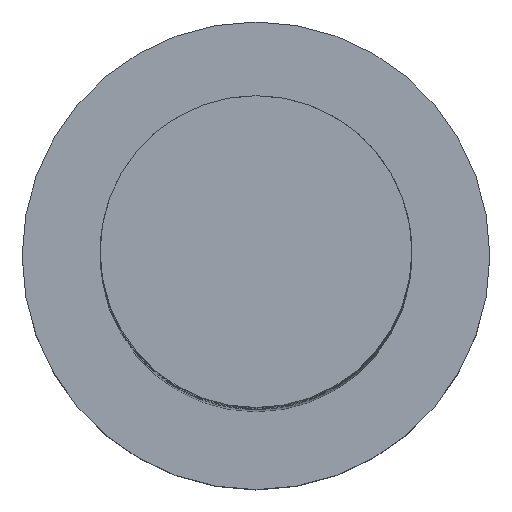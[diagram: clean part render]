
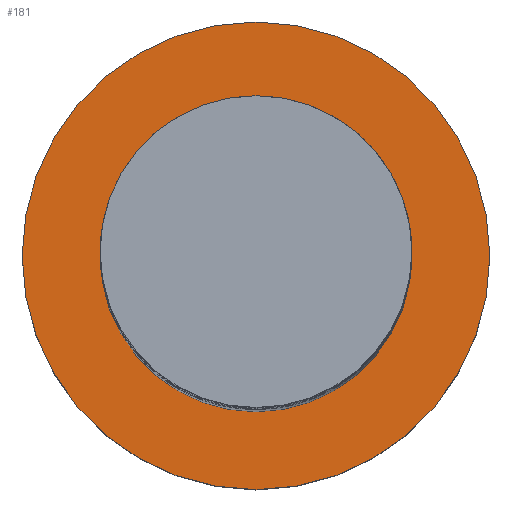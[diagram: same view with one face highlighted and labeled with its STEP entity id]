
A CAD part, top view. The second image highlights one B-rep face of the part: STEP entity #181.
In plain terms, the highlighted planar face has unit normal (0, 0, 1).
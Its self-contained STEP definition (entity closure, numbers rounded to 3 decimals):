
#97 = CARTESIAN_POINT ( 'NONE',  ( -6., 0., 7. ) ) ;
#106 = DIRECTION ( 'NONE',  ( 1., 0., 0. ) ) ;
#181 = ADVANCED_FACE ( 'NONE', ( #280, #1076 ), #731, .T. ) ;
#215 = ORIENTED_EDGE ( 'NONE', *, *, #752, .F. ) ;
#232 = CARTESIAN_POINT ( 'NONE',  ( 6., 0., 7. ) ) ;
#234 = DIRECTION ( 'NONE',  ( 0., 0., 1. ) ) ;
#261 = AXIS2_PLACEMENT_3D ( 'NONE', #937, #234, #1395 ) ;
#280 = FACE_BOUND ( 'NONE', #1426, .T. ) ;
#306 = VERTEX_POINT ( 'NONE', #610 ) ;
#311 = CIRCLE ( 'NONE', #261, 9. ) ;
#325 = CARTESIAN_POINT ( 'NONE',  ( 0., 0., 7. ) ) ;
#389 = DIRECTION ( 'NONE',  ( 0., 0., 1. ) ) ;
#402 = AXIS2_PLACEMENT_3D ( 'NONE', #935, #1399, #475 ) ;
#408 = VERTEX_POINT ( 'NONE', #1440 ) ;
#466 = ORIENTED_EDGE ( 'NONE', *, *, #967, .F. ) ;
#475 = DIRECTION ( 'NONE',  ( 1., 0., 0. ) ) ;
#493 = DIRECTION ( 'NONE',  ( 0., 0., 1. ) ) ;
#526 = ORIENTED_EDGE ( 'NONE', *, *, #1311, .T. ) ;
#564 = CIRCLE ( 'NONE', #1417, 6. ) ;
#599 = VERTEX_POINT ( 'NONE', #232 ) ;
#610 = CARTESIAN_POINT ( 'NONE',  ( 9., 0., 7. ) ) ;
#682 = AXIS2_PLACEMENT_3D ( 'NONE', #1403, #389, #723 ) ;
#723 = DIRECTION ( 'NONE',  ( 1., 0., 0. ) ) ;
#731 = PLANE ( 'NONE',  #682 ) ;
#749 = EDGE_LOOP ( 'NONE', ( #798, #526 ) ) ;
#752 = EDGE_CURVE ( 'NONE', #873, #599, #1017, .T. ) ;
#798 = ORIENTED_EDGE ( 'NONE', *, *, #1108, .T. ) ;
#873 = VERTEX_POINT ( 'NONE', #97 ) ;
#874 = CARTESIAN_POINT ( 'NONE',  ( 0., 0., 7. ) ) ;
#935 = CARTESIAN_POINT ( 'NONE',  ( 0., 0., 7. ) ) ;
#937 = CARTESIAN_POINT ( 'NONE',  ( 0., 0., 7. ) ) ;
#957 = DIRECTION ( 'NONE',  ( 1., 0., 0. ) ) ;
#967 = EDGE_CURVE ( 'NONE', #599, #873, #564, .T. ) ;
#1017 = CIRCLE ( 'NONE', #402, 6. ) ;
#1076 = FACE_OUTER_BOUND ( 'NONE', #749, .T. ) ;
#1108 = EDGE_CURVE ( 'NONE', #408, #306, #311, .T. ) ;
#1311 = EDGE_CURVE ( 'NONE', #306, #408, #1369, .T. ) ;
#1348 = AXIS2_PLACEMENT_3D ( 'NONE', #874, #493, #957 ) ;
#1369 = CIRCLE ( 'NONE', #1348, 9. ) ;
#1395 = DIRECTION ( 'NONE',  ( 1., 0., 0. ) ) ;
#1399 = DIRECTION ( 'NONE',  ( 0., 0., 1. ) ) ;
#1403 = CARTESIAN_POINT ( 'NONE',  ( 0., 0., 7. ) ) ;
#1417 = AXIS2_PLACEMENT_3D ( 'NONE', #325, #1481, #106 ) ;
#1426 = EDGE_LOOP ( 'NONE', ( #215, #466 ) ) ;
#1440 = CARTESIAN_POINT ( 'NONE',  ( -9., 0., 7. ) ) ;
#1481 = DIRECTION ( 'NONE',  ( 0., 0., 1. ) ) ;
